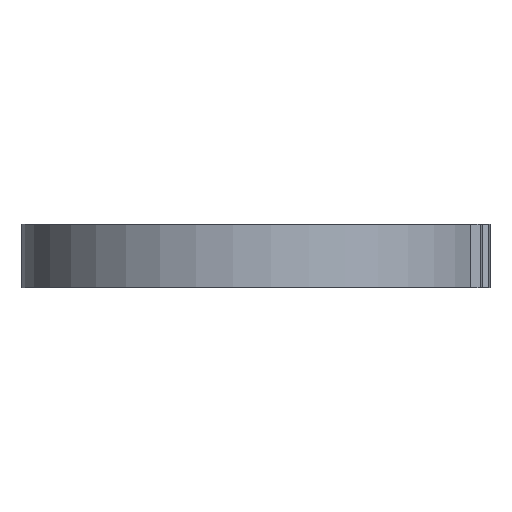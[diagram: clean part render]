
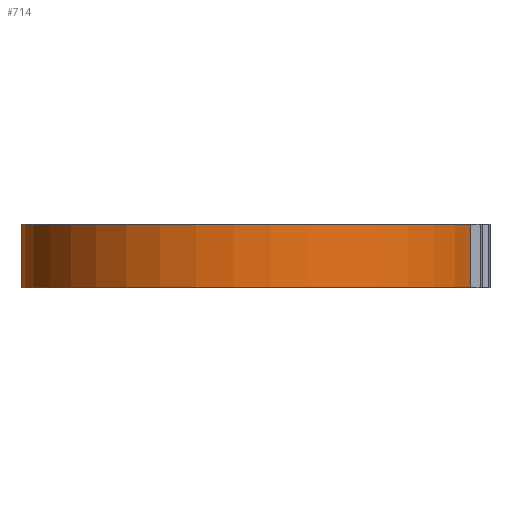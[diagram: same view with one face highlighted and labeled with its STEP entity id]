
A CAD part, left-side view. The second image highlights one B-rep face of the part: STEP entity #714.
In plain terms, the highlighted cylindrical face has radius 34.762 mm (diameter 69.523 mm), a partial arc.
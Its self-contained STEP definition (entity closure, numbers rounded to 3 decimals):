
#77=CARTESIAN_POINT('',(-53.975,0.,4.75));
#78=DIRECTION('',(0.,0.,-1.));
#79=DIRECTION('',(-0.327,-0.945,0.));
#80=AXIS2_PLACEMENT_3D('',#77,#78,#79);
#243=CARTESIAN_POINT('',(-53.975,0.,-4.75));
#244=DIRECTION('',(0.,0.,-1.));
#245=DIRECTION('',(-0.327,-0.945,0.));
#246=AXIS2_PLACEMENT_3D('',#243,#244,#245);
#248=DIRECTION('',(0.,0.,1.));
#249=VECTOR('',#248,9.5);
#250=CARTESIAN_POINT('',(-53.975,34.762,-4.75));
#251=LINE('',#250,#249);
#297=DIRECTION('',(0.,0.,-1.));
#298=VECTOR('',#297,9.5);
#299=CARTESIAN_POINT('',(-65.358,-32.845,4.75));
#300=LINE('',#299,#298);
#309=CARTESIAN_POINT('',(-53.975,34.762,-4.75));
#310=CARTESIAN_POINT('',(-53.975,34.762,4.75));
#311=VERTEX_POINT('',#309);
#312=VERTEX_POINT('',#310);
#397=CARTESIAN_POINT('',(-65.358,-32.845,4.75));
#398=CARTESIAN_POINT('',(-65.358,-32.845,-4.75));
#399=VERTEX_POINT('',#397);
#400=VERTEX_POINT('',#398);
#701=CARTESIAN_POINT('',(-53.975,0.,1.));
#702=DIRECTION('',(0.,0.,-1.));
#703=DIRECTION('',(0.,1.,0.));
#704=AXIS2_PLACEMENT_3D('',#701,#702,#703);
#705=CYLINDRICAL_SURFACE('',#704,34.762);
#707=ORIENTED_EDGE('',*,*,#706,.T.);
#708=ORIENTED_EDGE('',*,*,#551,.T.);
#710=ORIENTED_EDGE('',*,*,#709,.T.);
#711=ORIENTED_EDGE('',*,*,#492,.F.);
#712=EDGE_LOOP('',(#707,#708,#710,#711));
#713=FACE_OUTER_BOUND('',#712,.F.);
#714=ADVANCED_FACE('',(#713),#705,.T.);
#81=CIRCLE('',#80,34.762);
#247=CIRCLE('',#246,34.762);
#492=EDGE_CURVE('',#399,#312,#81,.T.);
#551=EDGE_CURVE('',#400,#311,#247,.T.);
#706=EDGE_CURVE('',#399,#400,#300,.T.);
#709=EDGE_CURVE('',#311,#312,#251,.T.);
